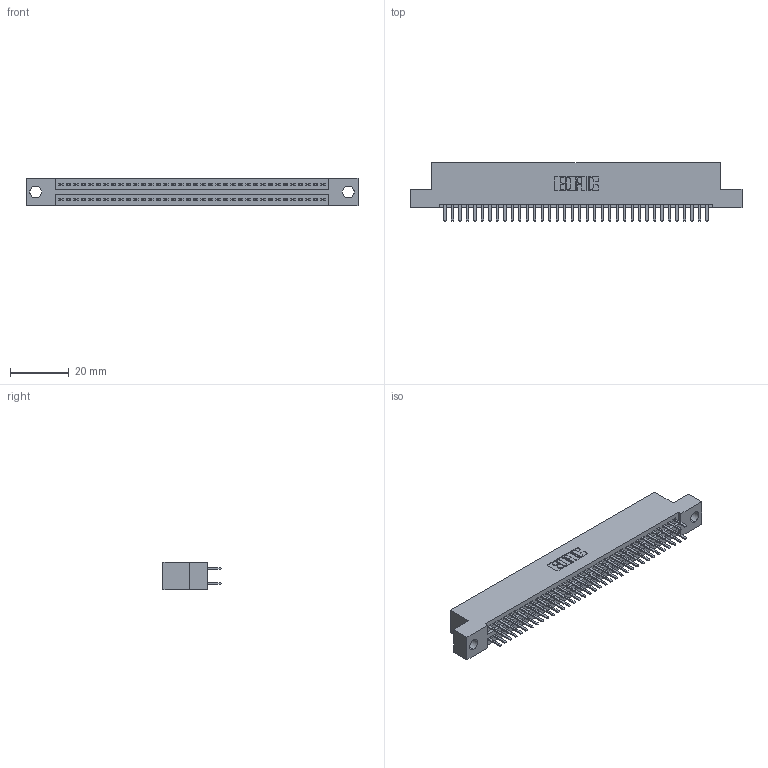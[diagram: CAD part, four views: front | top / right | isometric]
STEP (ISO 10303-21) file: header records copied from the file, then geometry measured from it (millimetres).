
FILE_DESCRIPTION (( 'STEP AP203' ), '1' );
FILE_NAME ('345-072-520-204.STEP', '2018-10-01T18:13:50', ( '' ), ( '' ), 'SwSTEP 2.0', 'SolidWorks 2016', '' );
FILE_SCHEMA (( 'CONFIG_CONTROL_DESIGN' ));
Length unit declared in the file: inch
Products named in the file (3): 345-292-001_345-293-120; 345 Part_Flush Mounting Lugs - 0.156 Dia-TH; 345-072-520-204
Assembly tree (73 placements, depth 2):
  345-072-520-204
    345 Part_Flush Mounting Lugs - 0.156 Dia-TH
    345-292-001_345-293-120  x72
Bounding box: 112.65 x 19.68 x 9.4 mm (x, y, z)
Volume: 10767.6 mm3; surface area: 15548 mm2
Topology: 73 solids, 73 shells, 4014 faces, 11645 edges, 7570 vertices
Faces by surface type: plane 2600, cylinder 1414
Entity records: 29171 total; most frequent: CARTESIAN_POINT 4908, ORIENTED_EDGE 4830, DIRECTION 4323, EDGE_CURVE 2415, VECTOR 2135, LINE 2135, VERTEX_POINT 1606, AXIS2_PLACEMENT_3D 1094
